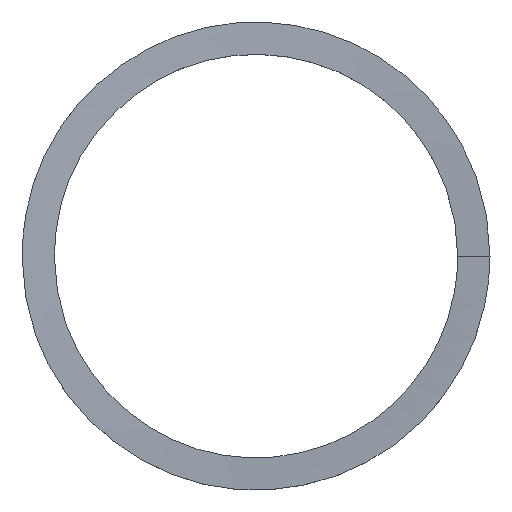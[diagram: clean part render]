
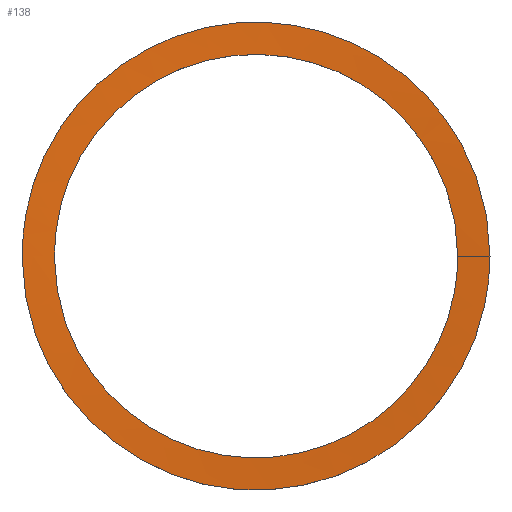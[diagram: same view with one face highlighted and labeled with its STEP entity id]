
A CAD part, top view. The second image highlights one B-rep face of the part: STEP entity #138.
In plain terms, the highlighted free-form (B-spline) face has degree [3, 3] with [4, 14] control points.
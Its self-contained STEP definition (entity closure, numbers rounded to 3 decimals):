
#18=B_SPLINE_SURFACE_WITH_KNOTS('',3,3,((#338,#339,#340,#341,#342,#343,
#344,#345,#346,#347,#348,#349,#350,#351),(#352,#353,#354,#355,#356,#357,
#358,#359,#360,#361,#362,#363,#364,#365),(#366,#367,#368,#369,#370,#371,
#372,#373,#374,#375,#376,#377,#378,#379),(#380,#381,#382,#383,#384,#385,
#386,#387,#388,#389,#390,#391,#392,#393)),.UNSPECIFIED.,.F.,.F.,.F.,(4,
4),(4,1,1,1,1,1,1,1,1,1,1,4),(0.,0.1),(0.,0.449,0.898,
1.346,1.795,2.693,3.59,4.488,
4.937,5.386,5.834,6.283),
 .UNSPECIFIED.);
#24=FACE_OUTER_BOUND('',#32,.T.);
#32=EDGE_LOOP('',(#115,#116,#117,#118,#119,#120));
#35=B_SPLINE_CURVE_WITH_KNOTS('',3,(#191,#192,#193,#194,#195,#196,#197,
#198,#199),.UNSPECIFIED.,.F.,.F.,(4,1,1,1,1,1,4),(0.,0.449,
0.898,1.346,1.795,2.693,3.142),
 .UNSPECIFIED.);
#37=B_SPLINE_CURVE_WITH_KNOTS('',3,(#216,#217,#218,#219,#220,#221,#222,
#223,#224),.UNSPECIFIED.,.F.,.F.,(4,1,1,1,1,1,4),(3.142,3.59,
4.488,4.937,5.386,5.834,6.283),
 .UNSPECIFIED.);
#40=B_SPLINE_CURVE_WITH_KNOTS('',3,(#249,#250,#251,#252,#253,#254,#255,
#256,#257),.UNSPECIFIED.,.F.,.F.,(4,1,1,1,1,1,4),(0.,0.449,
0.898,1.346,1.795,2.693,3.142),
 .UNSPECIFIED.);
#42=B_SPLINE_CURVE_WITH_KNOTS('',3,(#329,#330,#331,#332,#333,#334,#335,
#336,#337),.UNSPECIFIED.,.F.,.F.,(4,1,1,1,1,1,4),(3.142,3.59,
4.488,4.937,5.386,5.834,6.283),
 .UNSPECIFIED.);
#51=LINE('',#394,#61);
#52=LINE('',#395,#62);
#61=VECTOR('',#179,10.);
#62=VECTOR('',#180,10.);
#63=VERTEX_POINT('',#187);
#65=VERTEX_POINT('',#190);
#67=VERTEX_POINT('',#212);
#69=VERTEX_POINT('',#215);
#72=VERTEX_POINT('',#247);
#74=VERTEX_POINT('',#327);
#76=EDGE_CURVE('',#65,#63,#35,.T.);
#80=EDGE_CURVE('',#67,#69,#37,.T.);
#85=EDGE_CURVE('',#72,#67,#40,.T.);
#90=EDGE_CURVE('',#63,#74,#42,.T.);
#91=EDGE_CURVE('',#65,#72,#51,.T.);
#92=EDGE_CURVE('',#69,#74,#52,.T.);
#115=ORIENTED_EDGE('',*,*,#91,.F.);
#116=ORIENTED_EDGE('',*,*,#76,.T.);
#117=ORIENTED_EDGE('',*,*,#90,.T.);
#118=ORIENTED_EDGE('',*,*,#92,.F.);
#119=ORIENTED_EDGE('',*,*,#80,.F.);
#120=ORIENTED_EDGE('',*,*,#85,.F.);
#138=ADVANCED_FACE('',(#24),#18,.T.);
#179=DIRECTION('',(-1.,0.,0.));
#180=DIRECTION('',(1.,0.,0.));
#187=CARTESIAN_POINT('',(-7.25,0.,2.));
#190=CARTESIAN_POINT('',(7.25,0.,1.));
#191=CARTESIAN_POINT('Ctrl Pts',(7.25,0.,1.));
#192=CARTESIAN_POINT('Ctrl Pts',(7.25,1.085,1.048));
#193=CARTESIAN_POINT('Ctrl Pts',(6.756,3.251,1.143));
#194=CARTESIAN_POINT('Ctrl Pts',(4.674,5.865,1.286));
#195=CARTESIAN_POINT('Ctrl Pts',(1.671,7.304,1.429));
#196=CARTESIAN_POINT('Ctrl Pts',(-2.788,7.329,1.619));
#197=CARTESIAN_POINT('Ctrl Pts',(-6.539,4.355,1.81));
#198=CARTESIAN_POINT('Ctrl Pts',(-7.242,1.089,1.952));
#199=CARTESIAN_POINT('Ctrl Pts',(-7.242,0.,
2.));
#212=CARTESIAN_POINT('',(-6.25,0.,2.));
#215=CARTESIAN_POINT('',(6.25,0.,3.));
#216=CARTESIAN_POINT('Ctrl Pts',(-6.243,0.,
2.));
#217=CARTESIAN_POINT('Ctrl Pts',(-6.243,-0.939,2.048));
#218=CARTESIAN_POINT('Ctrl Pts',(-5.637,-3.755,2.19));
#219=CARTESIAN_POINT('Ctrl Pts',(-2.403,-6.318,2.381));
#220=CARTESIAN_POINT('Ctrl Pts',(1.44,-6.296,2.571));
#221=CARTESIAN_POINT('Ctrl Pts',(4.029,-5.056,2.714));
#222=CARTESIAN_POINT('Ctrl Pts',(5.824,-2.803,2.857));
#223=CARTESIAN_POINT('Ctrl Pts',(6.25,-0.935,2.952));
#224=CARTESIAN_POINT('Ctrl Pts',(6.25,0.,3.));
#247=CARTESIAN_POINT('',(6.25,0.,1.));
#249=CARTESIAN_POINT('Ctrl Pts',(6.25,0.,1.));
#250=CARTESIAN_POINT('Ctrl Pts',(6.25,0.935,1.048));
#251=CARTESIAN_POINT('Ctrl Pts',(5.824,2.803,1.143));
#252=CARTESIAN_POINT('Ctrl Pts',(4.029,5.056,1.286));
#253=CARTESIAN_POINT('Ctrl Pts',(1.44,6.296,1.429));
#254=CARTESIAN_POINT('Ctrl Pts',(-2.403,6.318,1.619));
#255=CARTESIAN_POINT('Ctrl Pts',(-5.637,3.755,1.81));
#256=CARTESIAN_POINT('Ctrl Pts',(-6.243,0.939,1.952));
#257=CARTESIAN_POINT('Ctrl Pts',(-6.243,0.,
2.));
#327=CARTESIAN_POINT('',(7.25,0.,3.));
#329=CARTESIAN_POINT('Ctrl Pts',(-7.242,0.,
2.));
#330=CARTESIAN_POINT('Ctrl Pts',(-7.242,-1.089,2.048));
#331=CARTESIAN_POINT('Ctrl Pts',(-6.539,-4.355,2.19));
#332=CARTESIAN_POINT('Ctrl Pts',(-2.788,-7.329,2.381));
#333=CARTESIAN_POINT('Ctrl Pts',(1.671,-7.304,2.571));
#334=CARTESIAN_POINT('Ctrl Pts',(4.674,-5.865,2.714));
#335=CARTESIAN_POINT('Ctrl Pts',(6.756,-3.251,2.857));
#336=CARTESIAN_POINT('Ctrl Pts',(7.25,-1.085,2.952));
#337=CARTESIAN_POINT('Ctrl Pts',(7.25,0.,3.));
#338=CARTESIAN_POINT('Ctrl Pts',(6.25,0.,1.));
#339=CARTESIAN_POINT('Ctrl Pts',(6.25,0.935,1.048));
#340=CARTESIAN_POINT('Ctrl Pts',(5.824,2.803,1.143));
#341=CARTESIAN_POINT('Ctrl Pts',(4.029,5.056,1.286));
#342=CARTESIAN_POINT('Ctrl Pts',(1.44,6.296,1.429));
#343=CARTESIAN_POINT('Ctrl Pts',(-2.403,6.318,1.619));
#344=CARTESIAN_POINT('Ctrl Pts',(-6.445,3.114,1.857));
#345=CARTESIAN_POINT('Ctrl Pts',(-6.445,-3.114,2.143));
#346=CARTESIAN_POINT('Ctrl Pts',(-2.403,-6.318,2.381));
#347=CARTESIAN_POINT('Ctrl Pts',(1.44,-6.296,2.571));
#348=CARTESIAN_POINT('Ctrl Pts',(4.029,-5.056,2.714));
#349=CARTESIAN_POINT('Ctrl Pts',(5.824,-2.803,2.857));
#350=CARTESIAN_POINT('Ctrl Pts',(6.25,-0.935,2.952));
#351=CARTESIAN_POINT('Ctrl Pts',(6.25,0.,3.));
#352=CARTESIAN_POINT('Ctrl Pts',(6.583,0.,1.));
#353=CARTESIAN_POINT('Ctrl Pts',(6.583,0.985,1.048));
#354=CARTESIAN_POINT('Ctrl Pts',(6.135,2.952,1.143));
#355=CARTESIAN_POINT('Ctrl Pts',(4.244,5.326,1.286));
#356=CARTESIAN_POINT('Ctrl Pts',(1.517,6.632,1.429));
#357=CARTESIAN_POINT('Ctrl Pts',(-2.532,6.655,1.619));
#358=CARTESIAN_POINT('Ctrl Pts',(-6.789,3.28,1.857));
#359=CARTESIAN_POINT('Ctrl Pts',(-6.789,-3.28,2.143));
#360=CARTESIAN_POINT('Ctrl Pts',(-2.532,-6.655,2.381));
#361=CARTESIAN_POINT('Ctrl Pts',(1.517,-6.632,2.571));
#362=CARTESIAN_POINT('Ctrl Pts',(4.244,-5.326,2.714));
#363=CARTESIAN_POINT('Ctrl Pts',(6.135,-2.952,2.857));
#364=CARTESIAN_POINT('Ctrl Pts',(6.583,-0.985,2.952));
#365=CARTESIAN_POINT('Ctrl Pts',(6.583,0.,
3.));
#366=CARTESIAN_POINT('Ctrl Pts',(6.917,0.,1.));
#367=CARTESIAN_POINT('Ctrl Pts',(6.917,1.035,1.048));
#368=CARTESIAN_POINT('Ctrl Pts',(6.445,3.102,1.143));
#369=CARTESIAN_POINT('Ctrl Pts',(4.459,5.595,1.286));
#370=CARTESIAN_POINT('Ctrl Pts',(1.594,6.968,1.429));
#371=CARTESIAN_POINT('Ctrl Pts',(-2.66,6.992,1.619));
#372=CARTESIAN_POINT('Ctrl Pts',(-7.133,3.446,1.857));
#373=CARTESIAN_POINT('Ctrl Pts',(-7.133,-3.446,2.143));
#374=CARTESIAN_POINT('Ctrl Pts',(-2.66,-6.992,2.381));
#375=CARTESIAN_POINT('Ctrl Pts',(1.594,-6.968,2.571));
#376=CARTESIAN_POINT('Ctrl Pts',(4.459,-5.595,2.714));
#377=CARTESIAN_POINT('Ctrl Pts',(6.445,-3.102,2.857));
#378=CARTESIAN_POINT('Ctrl Pts',(6.917,-1.035,2.952));
#379=CARTESIAN_POINT('Ctrl Pts',(6.917,0.,
3.));
#380=CARTESIAN_POINT('Ctrl Pts',(7.25,0.,1.));
#381=CARTESIAN_POINT('Ctrl Pts',(7.25,1.085,1.048));
#382=CARTESIAN_POINT('Ctrl Pts',(6.756,3.251,1.143));
#383=CARTESIAN_POINT('Ctrl Pts',(4.674,5.865,1.286));
#384=CARTESIAN_POINT('Ctrl Pts',(1.671,7.304,1.429));
#385=CARTESIAN_POINT('Ctrl Pts',(-2.788,7.329,1.619));
#386=CARTESIAN_POINT('Ctrl Pts',(-7.476,3.612,1.857));
#387=CARTESIAN_POINT('Ctrl Pts',(-7.476,-3.612,2.143));
#388=CARTESIAN_POINT('Ctrl Pts',(-2.788,-7.329,2.381));
#389=CARTESIAN_POINT('Ctrl Pts',(1.671,-7.304,2.571));
#390=CARTESIAN_POINT('Ctrl Pts',(4.674,-5.865,2.714));
#391=CARTESIAN_POINT('Ctrl Pts',(6.756,-3.251,2.857));
#392=CARTESIAN_POINT('Ctrl Pts',(7.25,-1.085,2.952));
#393=CARTESIAN_POINT('Ctrl Pts',(7.25,0.,3.));
#394=CARTESIAN_POINT('',(7.25,0.,1.));
#395=CARTESIAN_POINT('',(7.25,0.,3.));
